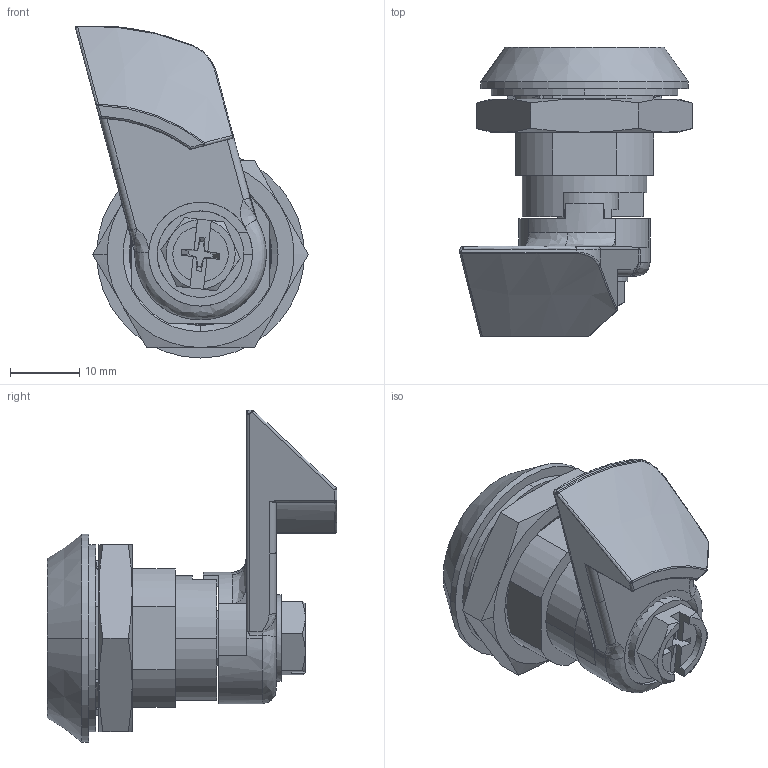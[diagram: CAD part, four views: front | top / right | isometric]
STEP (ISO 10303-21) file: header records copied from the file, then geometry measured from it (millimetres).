
FILE_DESCRIPTION (( 'STEP AP214' ), '1' );
FILE_NAME ('160.1.1.13.002.STEP', '2017-07-19T12:07:35', ( '' ), ( '' ), 'SwSTEP 2.0', 'SolidWorks 2017', '' );
FILE_SCHEMA (( 'AUTOMOTIVE_DESIGN' ));
Length unit declared in the file: millimetre
Products named in the file (7): 160.1.1.13.002; 20101127; 6; 5; 4; 3; 1
Assembly tree (6 placements, depth 2):
  160.1.1.13.002
    1
    3
    4
    5
    6
    20101127
Bounding box: 33.64 x 41.88 x 47.97 mm (x, y, z)
Volume: 9653.9 mm3; surface area: 11487.9 mm2
Topology: 5 solids, 6 shells, 410 faces, 1100 edges, 701 vertices
Faces by surface type: plane 248, cylinder 83, bspline 45, cone 34
Entity records: 15399 total; most frequent: CARTESIAN_POINT 5512, ORIENTED_EDGE 2164, DIRECTION 1785, EDGE_CURVE 1082, VERTEX_POINT 701, LINE 625, VECTOR 625, AXIS2_PLACEMENT_3D 580
